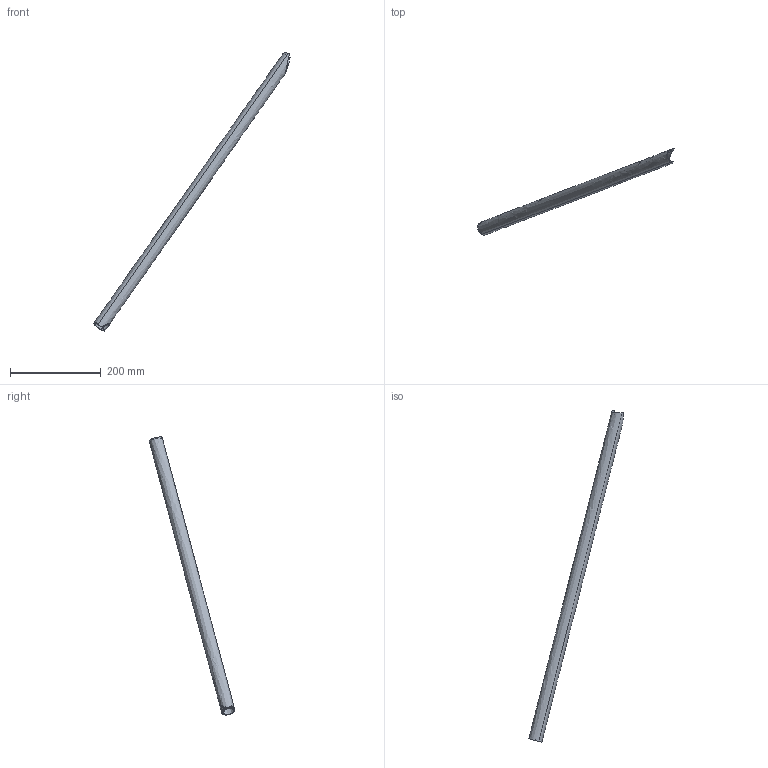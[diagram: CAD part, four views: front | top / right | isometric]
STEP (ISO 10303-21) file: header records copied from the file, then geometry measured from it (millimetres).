
FILE_DESCRIPTION(('CATIA V5 STEP Exchange'),'2;1');
FILE_NAME('60.stp','2018-12-01T16:57:38+00:00',('none'),('none'),'CATIA Version 5 Release 19 SP 2 (IN-10)','CATIA V5 STEP AP203','none');
FILE_SCHEMA(('CONFIG_CONTROL_DESIGN'));
Length unit declared in the file: millimetre
Products named in the file (1): Symmetry of Shape_705
Bounding box: 433.9 x 189.15 x 614.21 mm (x, y, z)
Volume: 98363.8 mm3; surface area: 131977 mm2
Topology: 3 solids, 3 shells, 29 faces, 77 edges, 52 vertices
Faces by surface type: bspline 18, cylinder 7, plane 4
Entity records: 1789 total; most frequent: CARTESIAN_POINT 1247, ORIENTED_EDGE 154, EDGE_CURVE 77, B_SPLINE_CURVE_WITH_KNOTS 52, VERTEX_POINT 52, ADVANCED_FACE 29, EDGE_LOOP 29, FACE_OUTER_BOUND 29
